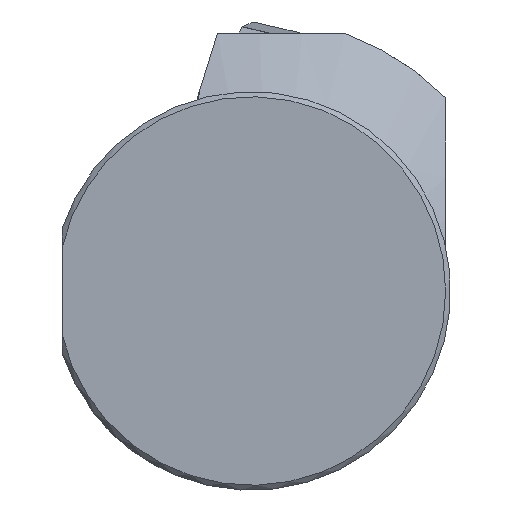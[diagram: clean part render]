
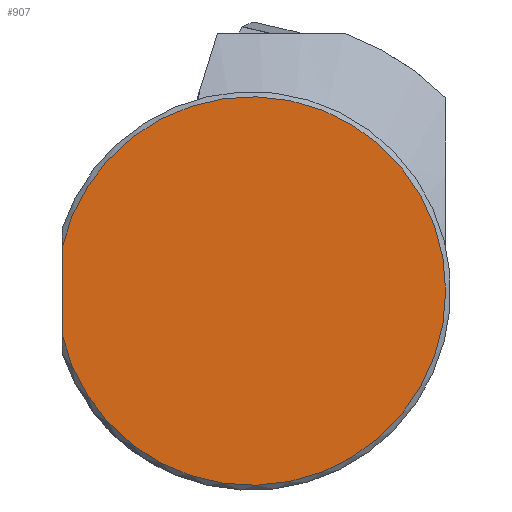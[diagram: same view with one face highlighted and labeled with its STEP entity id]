
A CAD part, left-side view. The second image highlights one B-rep face of the part: STEP entity #907.
In plain terms, the highlighted face is planar.
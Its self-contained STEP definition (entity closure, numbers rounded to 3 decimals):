
#391=CARTESIAN_POINT('',(0.,0.,0.));
#392=DIRECTION('',(0.,0.,1.));
#393=DIRECTION('',(-0.225,0.974,0.));
#394=AXIS2_PLACEMENT_3D('',#391,#392,#393);
#399=CARTESIAN_POINT('',(4.387,19.,0.));
#414=CARTESIAN_POINT('',(-4.387,19.,0.));
#419=DIRECTION('',(1.,0.,0.));
#420=VECTOR('',#419,8.775);
#421=CARTESIAN_POINT('',(-4.387,19.,0.));
#422=LINE('',#421,#420);
#710=VERTEX_POINT('',#414);
#732=VERTEX_POINT('',#399);
#898=CARTESIAN_POINT('',(0.,0.,0.));
#899=DIRECTION('',(0.,0.,-1.));
#900=DIRECTION('',(1.,0.,0.));
#901=AXIS2_PLACEMENT_3D('',#898,#899,#900);
#902=PLANE('',#901);
#903=ORIENTED_EDGE('',*,*,#879,.T.);
#904=ORIENTED_EDGE('',*,*,#889,.F.);
#905=EDGE_LOOP('',(#903,#904));
#906=FACE_OUTER_BOUND('',#905,.F.);
#395=CIRCLE('',#394,19.5);
#879=EDGE_CURVE('',#710,#732,#422,.T.);
#889=EDGE_CURVE('',#710,#732,#395,.T.);
#907=ADVANCED_FACE('',(#906),#902,.F.);
